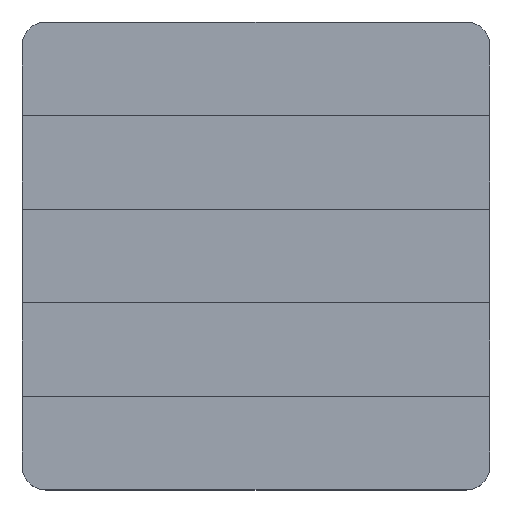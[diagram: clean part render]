
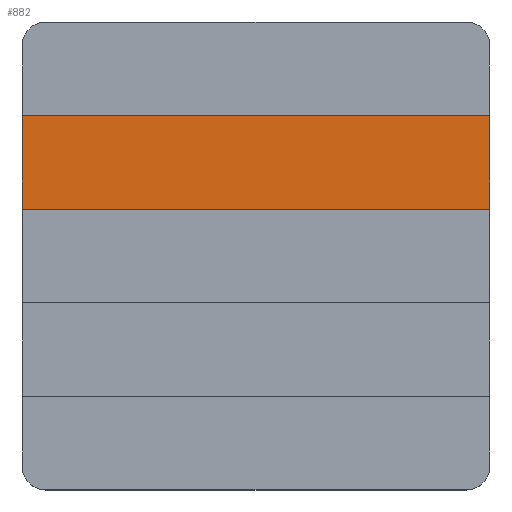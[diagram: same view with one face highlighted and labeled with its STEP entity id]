
A CAD part, top view. The second image highlights one B-rep face of the part: STEP entity #882.
In plain terms, the highlighted planar face has unit normal (0, 0, 1).
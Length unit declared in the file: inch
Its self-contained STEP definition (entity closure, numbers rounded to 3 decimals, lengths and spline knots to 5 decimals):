
#78=FACE_OUTER_BOUND('',#138,.T.);
#138=EDGE_LOOP('',(#713,#714,#715,#716));
#201=LINE('',#1434,#289);
#207=LINE('',#1445,#295);
#208=LINE('',#1448,#296);
#209=LINE('',#1449,#297);
#289=VECTOR('',#1180,0.3937);
#295=VECTOR('',#1190,0.3937);
#296=VECTOR('',#1193,0.3937);
#297=VECTOR('',#1194,0.3937);
#415=VERTEX_POINT('',#1431);
#416=VERTEX_POINT('',#1433);
#419=VERTEX_POINT('',#1443);
#420=VERTEX_POINT('',#1447);
#517=EDGE_CURVE('',#415,#416,#201,.T.);
#523=EDGE_CURVE('',#415,#419,#207,.T.);
#524=EDGE_CURVE('',#419,#420,#208,.T.);
#525=EDGE_CURVE('',#420,#416,#209,.T.);
#713=ORIENTED_EDGE('',*,*,#517,.F.);
#714=ORIENTED_EDGE('',*,*,#523,.T.);
#715=ORIENTED_EDGE('',*,*,#524,.T.);
#716=ORIENTED_EDGE('',*,*,#525,.T.);
#828=PLANE('',#993);
#882=ADVANCED_FACE('',(#78),#828,.T.);
#993=AXIS2_PLACEMENT_3D('',#1446,#1191,#1192);
#1180=DIRECTION('',(-1.,0.,0.));
#1190=DIRECTION('',(0.,1.,0.));
#1191=DIRECTION('center_axis',(0.,0.,1.));
#1192=DIRECTION('ref_axis',(1.,0.,0.));
#1193=DIRECTION('',(-1.,0.,0.));
#1194=DIRECTION('',(0.,-1.,0.));
#1431=CARTESIAN_POINT('',(0.59055,0.11811,0.09));
#1433=CARTESIAN_POINT('',(-0.59055,0.11811,0.09));
#1434=CARTESIAN_POINT('',(0.,0.11811,0.09));
#1443=CARTESIAN_POINT('',(0.59055,0.35433,0.09));
#1445=CARTESIAN_POINT('',(0.59055,0.35433,0.09));
#1446=CARTESIAN_POINT('Origin',(0.,0.47244,0.09));
#1447=CARTESIAN_POINT('',(-0.59055,0.35433,0.09));
#1448=CARTESIAN_POINT('',(0.,0.35433,0.09));
#1449=CARTESIAN_POINT('',(-0.59055,0.59055,0.09));
